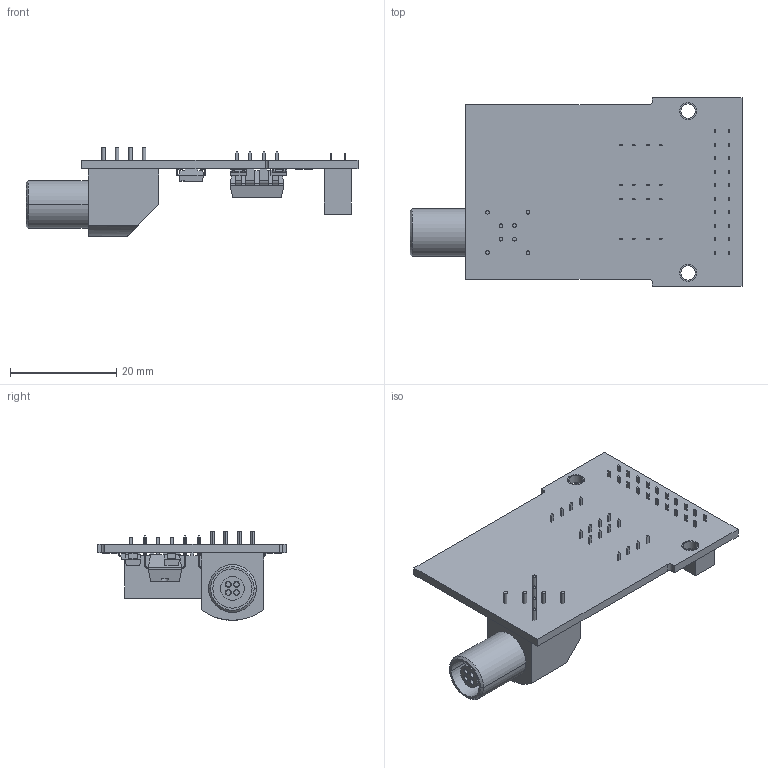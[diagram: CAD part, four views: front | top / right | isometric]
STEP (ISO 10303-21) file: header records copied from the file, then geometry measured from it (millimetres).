
FILE_DESCRIPTION((''),'2;1');
FILE_NAME('PCBM_CIBIR 1V2.stp','2013-01-23T09:07:31',(''),(''),'Mechanical Desktop 2011','Mechanical Desktop 2011',', , ');
FILE_SCHEMA(('AUTOMOTIVE_DESIGN { 1 2 10303 214 1 1 1 1 }'));
Length unit declared in the file: millimetre
Products named in the file (2): ProductA; Product
Bounding box: 62.54 x 35.56 x 16.7 mm (x, y, z)
Volume: 6118.1 mm3; surface area: 9419.6 mm2
Topology: 127 solids, 127 shells, 1515 faces, 3719 edges, 2488 vertices
Faces by surface type: plane 1173, bspline 209, cylinder 131, cone 2
Entity records: 39984 total; most frequent: CARTESIAN_POINT 8581, ORIENTED_EDGE 6238, DIRECTION 5745, EDGE_CURVE 3119, VECTOR 2805, LINE 2805, VERTEX_POINT 2022, AXIS2_PLACEMENT_3D 1470
